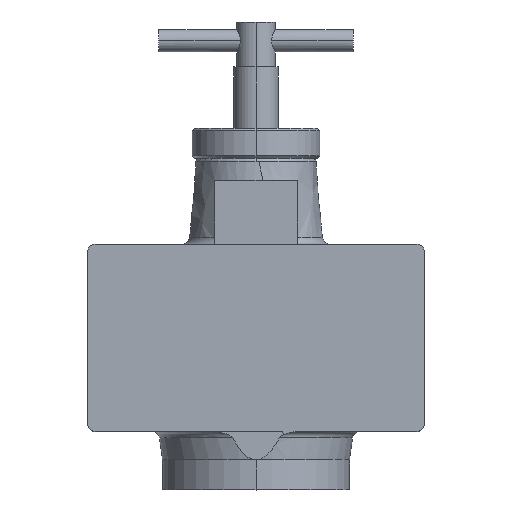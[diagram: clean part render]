
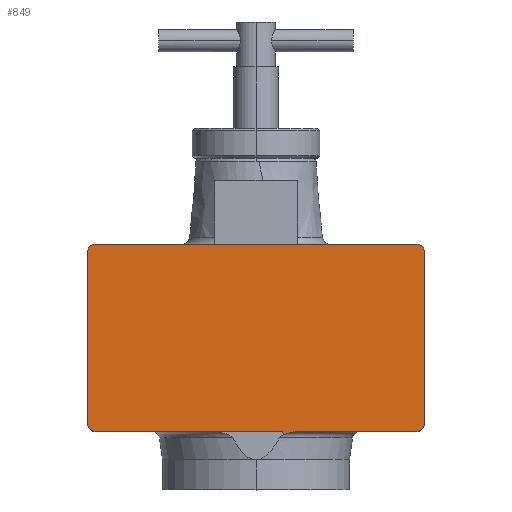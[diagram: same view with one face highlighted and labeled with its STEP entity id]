
A CAD part, top view. The second image highlights one B-rep face of the part: STEP entity #849.
In plain terms, the highlighted planar face has unit normal (0, 0, 1).
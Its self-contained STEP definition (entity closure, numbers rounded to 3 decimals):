
#13 = CARTESIAN_POINT ( 'NONE',  ( 6.027, -12.5, 12.5 ) ) ;
#19 = LINE ( 'NONE', #1565, #1248 ) ;
#35 = CARTESIAN_POINT ( 'NONE',  ( 4.421, -12.711, 12.5 ) ) ;
#72 = DIRECTION ( 'NONE',  ( 0., -1., 0. ) ) ;
#83 = DIRECTION ( 'NONE',  ( 0., 0., 1. ) ) ;
#86 = DIRECTION ( 'NONE',  ( 0., 0., 1. ) ) ;
#105 = FACE_OUTER_BOUND ( 'NONE', #1215, .T. ) ;
#132 = EDGE_CURVE ( 'NONE', #2148, #365, #1671, .T. ) ;
#163 = CARTESIAN_POINT ( 'NONE',  ( 3.599, -12.66, 12.5 ) ) ;
#169 = LINE ( 'NONE', #1259, #726 ) ;
#194 = CARTESIAN_POINT ( 'NONE',  ( 3.842, -12.893, 12.5 ) ) ;
#202 = B_SPLINE_CURVE_WITH_KNOTS ( 'NONE', 3,
 ( #1564, #163, #527, #1217 ),
 .UNSPECIFIED., .F., .F.,
 ( 4, 4 ),
 ( 0., 1. ),
 .UNSPECIFIED. ) ;
#254 = CARTESIAN_POINT ( 'NONE',  ( -22.5, 12.5, 12.5 ) ) ;
#269 = CARTESIAN_POINT ( 'NONE',  ( -22.5, 11.5, 12.5 ) ) ;
#292 = EDGE_CURVE ( 'NONE', #1219, #525, #561, .T. ) ;
#318 = EDGE_CURVE ( 'NONE', #2148, #1853, #641, .T. ) ;
#330 = VERTEX_POINT ( 'NONE', #1955 ) ;
#338 = CARTESIAN_POINT ( 'NONE',  ( 3.571, -12.5, 12.5 ) ) ;
#365 = VERTEX_POINT ( 'NONE', #1517 ) ;
#409 = EDGE_CURVE ( 'NONE', #426, #365, #1705, .T. ) ;
#415 = CARTESIAN_POINT ( 'NONE',  ( 5.213, -12.545, 12.5 ) ) ;
#420 = AXIS2_PLACEMENT_3D ( 'NONE', #969, #86, #1132 ) ;
#421 = DIRECTION ( 'NONE',  ( 0., -1., 0. ) ) ;
#426 = VERTEX_POINT ( 'NONE', #2182 ) ;
#507 = ORIENTED_EDGE ( 'NONE', *, *, #292, .T. ) ;
#521 = CARTESIAN_POINT ( 'NONE',  ( 4.617, -12.663, 12.5 ) ) ;
#525 = VERTEX_POINT ( 'NONE', #2085 ) ;
#527 = CARTESIAN_POINT ( 'NONE',  ( 3.628, -12.819, 12.5 ) ) ;
#533 = LINE ( 'NONE', #1741, #1858 ) ;
#534 = VECTOR ( 'NONE', #2008, 1000. ) ;
#561 = B_SPLINE_CURVE_WITH_KNOTS ( 'NONE', 3,
 ( #767, #194, #882, #35, #521, #415, #859, #13 ),
 .UNSPECIFIED., .F., .F.,
 ( 4, 2, 2, 4 ),
 ( 0., 0.001, 0.001, 0.002 ),
 .UNSPECIFIED. ) ;
#583 = EDGE_CURVE ( 'NONE', #330, #1219, #202, .T. ) ;
#610 = AXIS2_PLACEMENT_3D ( 'NONE', #254, #83, #2179 ) ;
#617 = CARTESIAN_POINT ( 'NONE',  ( 22.5, 12.5, 12.5 ) ) ;
#624 = LINE ( 'NONE', #1483, #534 ) ;
#641 = CIRCLE ( 'NONE', #2028, 1. ) ;
#669 = ORIENTED_EDGE ( 'NONE', *, *, #759, .T. ) ;
#702 = DIRECTION ( 'NONE',  ( 0., -1., 0. ) ) ;
#722 = DIRECTION ( 'NONE',  ( 1., 0., 0. ) ) ;
#726 = VECTOR ( 'NONE', #722, 1000. ) ;
#727 = ORIENTED_EDGE ( 'NONE', *, *, #1522, .T. ) ;
#731 = CARTESIAN_POINT ( 'NONE',  ( 21.5, 12.5, 12.5 ) ) ;
#759 = EDGE_CURVE ( 'NONE', #1873, #2021, #1157, .T. ) ;
#767 = CARTESIAN_POINT ( 'NONE',  ( 3.656, -12.979, 12.5 ) ) ;
#849 = ADVANCED_FACE ( 'NONE', ( #105 ), #1492, .T. ) ;
#859 = CARTESIAN_POINT ( 'NONE',  ( 5.619, -12.5, 12.5 ) ) ;
#882 = CARTESIAN_POINT ( 'NONE',  ( 4.034, -12.826, 12.5 ) ) ;
#969 = CARTESIAN_POINT ( 'NONE',  ( 21.5, -11.5, 12.5 ) ) ;
#979 = EDGE_CURVE ( 'NONE', #525, #426, #624, .T. ) ;
#1000 = ORIENTED_EDGE ( 'NONE', *, *, #409, .T. ) ;
#1038 = ORIENTED_EDGE ( 'NONE', *, *, #1498, .F. ) ;
#1053 = CARTESIAN_POINT ( 'NONE',  ( 3.656, -12.979, 12.5 ) ) ;
#1104 = VERTEX_POINT ( 'NONE', #2228 ) ;
#1125 = B_SPLINE_CURVE_WITH_KNOTS ( 'NONE', 3,
 ( #1726, #1589, #2064, #338 ),
 .UNSPECIFIED., .F., .F.,
 ( 4, 4 ),
 ( 0., 1. ),
 .UNSPECIFIED. ) ;
#1132 = DIRECTION ( 'NONE',  ( 0., -1., 0. ) ) ;
#1157 = CIRCLE ( 'NONE', #1306, 1. ) ;
#1177 = CARTESIAN_POINT ( 'NONE',  ( -22.5, -11.5, 12.5 ) ) ;
#1191 = ORIENTED_EDGE ( 'NONE', *, *, #2164, .T. ) ;
#1207 = CARTESIAN_POINT ( 'NONE',  ( 22.5, 11.5, 12.5 ) ) ;
#1215 = EDGE_LOOP ( 'NONE', ( #1038, #669, #727, #1309, #1191, #2127, #1977, #507, #1751, #1000, #2234, #1311 ) ) ;
#1217 = CARTESIAN_POINT ( 'NONE',  ( 3.656, -12.979, 12.5 ) ) ;
#1219 = VERTEX_POINT ( 'NONE', #1053 ) ;
#1248 = VECTOR ( 'NONE', #2250, 1000. ) ;
#1259 = CARTESIAN_POINT ( 'NONE',  ( -22.5, 12.5, 12.5 ) ) ;
#1306 = AXIS2_PLACEMENT_3D ( 'NONE', #1822, #1834, #72 ) ;
#1309 = ORIENTED_EDGE ( 'NONE', *, *, #1329, .T. ) ;
#1311 = ORIENTED_EDGE ( 'NONE', *, *, #318, .T. ) ;
#1317 = CARTESIAN_POINT ( 'NONE',  ( -21.5, -11.5, 12.5 ) ) ;
#1329 = EDGE_CURVE ( 'NONE', #1377, #1104, #2072, .T. ) ;
#1338 = VECTOR ( 'NONE', #421, 1000. ) ;
#1369 = VERTEX_POINT ( 'NONE', #2058 ) ;
#1377 = VERTEX_POINT ( 'NONE', #1177 ) ;
#1426 = DIRECTION ( 'NONE',  ( 0., 0., 1. ) ) ;
#1483 = CARTESIAN_POINT ( 'NONE',  ( -22.5, -12.5, 12.5 ) ) ;
#1492 = PLANE ( 'NONE',  #610 ) ;
#1498 = EDGE_CURVE ( 'NONE', #1873, #1853, #169, .T. ) ;
#1517 = CARTESIAN_POINT ( 'NONE',  ( 22.5, -11.5, 12.5 ) ) ;
#1522 = EDGE_CURVE ( 'NONE', #2021, #1377, #533, .T. ) ;
#1564 = CARTESIAN_POINT ( 'NONE',  ( 3.571, -12.5, 12.5 ) ) ;
#1565 = CARTESIAN_POINT ( 'NONE',  ( -22.5, -12.5, 12.5 ) ) ;
#1571 = CARTESIAN_POINT ( 'NONE',  ( 21.5, 11.5, 12.5 ) ) ;
#1579 = CARTESIAN_POINT ( 'NONE',  ( -21.5, 12.5, 12.5 ) ) ;
#1589 = CARTESIAN_POINT ( 'NONE',  ( -1.19, -12.5, 12.5 ) ) ;
#1671 = LINE ( 'NONE', #617, #1338 ) ;
#1705 = CIRCLE ( 'NONE', #420, 1. ) ;
#1726 = CARTESIAN_POINT ( 'NONE',  ( -3.571, -12.5, 12.5 ) ) ;
#1741 = CARTESIAN_POINT ( 'NONE',  ( -22.5, 12.5, 12.5 ) ) ;
#1751 = ORIENTED_EDGE ( 'NONE', *, *, #979, .T. ) ;
#1822 = CARTESIAN_POINT ( 'NONE',  ( -21.5, 11.5, 12.5 ) ) ;
#1834 = DIRECTION ( 'NONE',  ( 0., 0., 1. ) ) ;
#1853 = VERTEX_POINT ( 'NONE', #731 ) ;
#1858 = VECTOR ( 'NONE', #702, 1000. ) ;
#1873 = VERTEX_POINT ( 'NONE', #1579 ) ;
#1955 = CARTESIAN_POINT ( 'NONE',  ( 3.571, -12.5, 12.5 ) ) ;
#1967 = AXIS2_PLACEMENT_3D ( 'NONE', #1317, #2014, #2118 ) ;
#1977 = ORIENTED_EDGE ( 'NONE', *, *, #583, .T. ) ;
#2008 = DIRECTION ( 'NONE',  ( 1., 0., 0. ) ) ;
#2014 = DIRECTION ( 'NONE',  ( 0., 0., 1. ) ) ;
#2021 = VERTEX_POINT ( 'NONE', #269 ) ;
#2028 = AXIS2_PLACEMENT_3D ( 'NONE', #1571, #1426, #2113 ) ;
#2058 = CARTESIAN_POINT ( 'NONE',  ( -3.571, -12.5, 12.5 ) ) ;
#2064 = CARTESIAN_POINT ( 'NONE',  ( 1.19, -12.5, 12.5 ) ) ;
#2072 = CIRCLE ( 'NONE', #1967, 1. ) ;
#2085 = CARTESIAN_POINT ( 'NONE',  ( 6.027, -12.5, 12.5 ) ) ;
#2113 = DIRECTION ( 'NONE',  ( 0., -1., 0. ) ) ;
#2118 = DIRECTION ( 'NONE',  ( 0., -1., 0. ) ) ;
#2127 = ORIENTED_EDGE ( 'NONE', *, *, #2224, .T. ) ;
#2148 = VERTEX_POINT ( 'NONE', #1207 ) ;
#2164 = EDGE_CURVE ( 'NONE', #1104, #1369, #19, .T. ) ;
#2179 = DIRECTION ( 'NONE',  ( 0., -1., 0. ) ) ;
#2182 = CARTESIAN_POINT ( 'NONE',  ( 21.5, -12.5, 12.5 ) ) ;
#2224 = EDGE_CURVE ( 'NONE', #1369, #330, #1125, .T. ) ;
#2228 = CARTESIAN_POINT ( 'NONE',  ( -21.5, -12.5, 12.5 ) ) ;
#2234 = ORIENTED_EDGE ( 'NONE', *, *, #132, .F. ) ;
#2250 = DIRECTION ( 'NONE',  ( 1., 0., 0. ) ) ;
